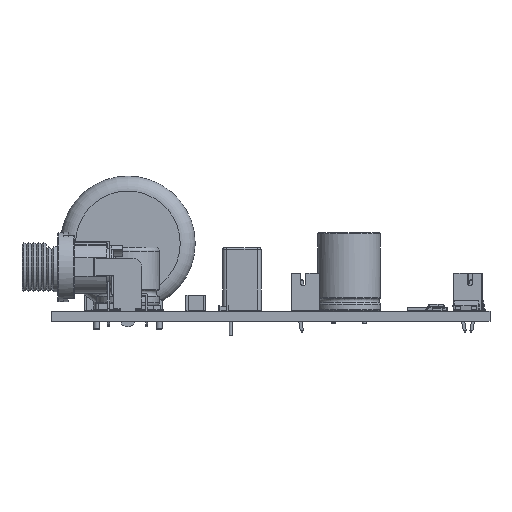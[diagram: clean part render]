
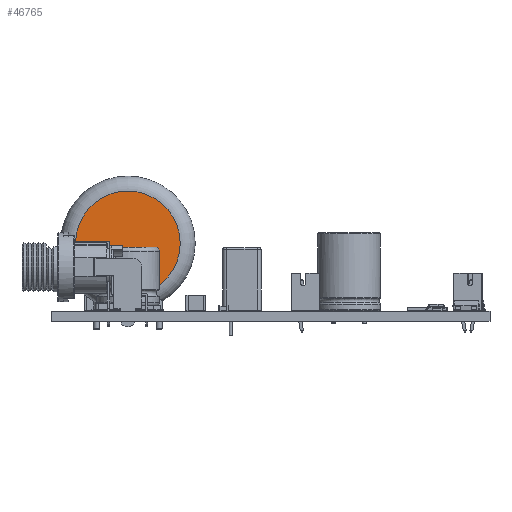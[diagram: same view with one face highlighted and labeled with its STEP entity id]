
A CAD part, front view. The second image highlights one B-rep face of the part: STEP entity #46765.
In plain terms, the highlighted face is planar.
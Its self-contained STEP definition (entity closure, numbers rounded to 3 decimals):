
#45973 = TOROIDAL_SURFACE('',#45974,8.36,2.39);
#45974 = AXIS2_PLACEMENT_3D('',#45975,#45976,#45977);
#45975 = CARTESIAN_POINT('',(5.,-0.99,10.78));
#45976 = DIRECTION('',(0.,1.,0.));
#45977 = DIRECTION('',(1.,0.,0.));
#46040 = VERTEX_POINT('',#46041);
#46041 = CARTESIAN_POINT('',(13.36,1.4,10.78));
#46063 = EDGE_CURVE('',#46040,#46040,#46064,.T.);
#46064 = SURFACE_CURVE('',#46065,(#46070,#46077),.PCURVE_S1.);
#46065 = CIRCLE('',#46066,8.36);
#46066 = AXIS2_PLACEMENT_3D('',#46067,#46068,#46069);
#46067 = CARTESIAN_POINT('',(5.,1.4,10.78));
#46068 = DIRECTION('',(0.,-1.,0.));
#46069 = DIRECTION('',(1.,0.,0.));
#46070 = PCURVE('',#45973,#46071);
#46071 = DEFINITIONAL_REPRESENTATION('',(#46072),#46076);
#46072 = LINE('',#46073,#46074);
#46073 = CARTESIAN_POINT('',(6.283,1.571));
#46074 = VECTOR('',#46075,1.);
#46075 = DIRECTION('',(-1.,0.));
#46076 = ( GEOMETRIC_REPRESENTATION_CONTEXT(2) 
PARAMETRIC_REPRESENTATION_CONTEXT() REPRESENTATION_CONTEXT('2D SPACE',''
  ) );
#46077 = PCURVE('',#46078,#46083);
#46078 = PLANE('',#46079);
#46079 = AXIS2_PLACEMENT_3D('',#46080,#46081,#46082);
#46080 = CARTESIAN_POINT('',(5.,1.4,10.78));
#46081 = DIRECTION('',(-0.,-1.,-0.));
#46082 = DIRECTION('',(0.,0.,-1.));
#46083 = DEFINITIONAL_REPRESENTATION('',(#46084),#46088);
#46084 = CIRCLE('',#46085,8.36);
#46085 = AXIS2_PLACEMENT_2D('',#46086,#46087);
#46086 = CARTESIAN_POINT('',(0.,0.));
#46087 = DIRECTION('',(0.,1.));
#46088 = ( GEOMETRIC_REPRESENTATION_CONTEXT(2) 
PARAMETRIC_REPRESENTATION_CONTEXT() REPRESENTATION_CONTEXT('2D SPACE',''
  ) );
#46765 = ADVANCED_FACE('',(#46766),#46078,.F.);
#46766 = FACE_BOUND('',#46767,.F.);
#46767 = EDGE_LOOP('',(#46768));
#46768 = ORIENTED_EDGE('',*,*,#46063,.T.);
